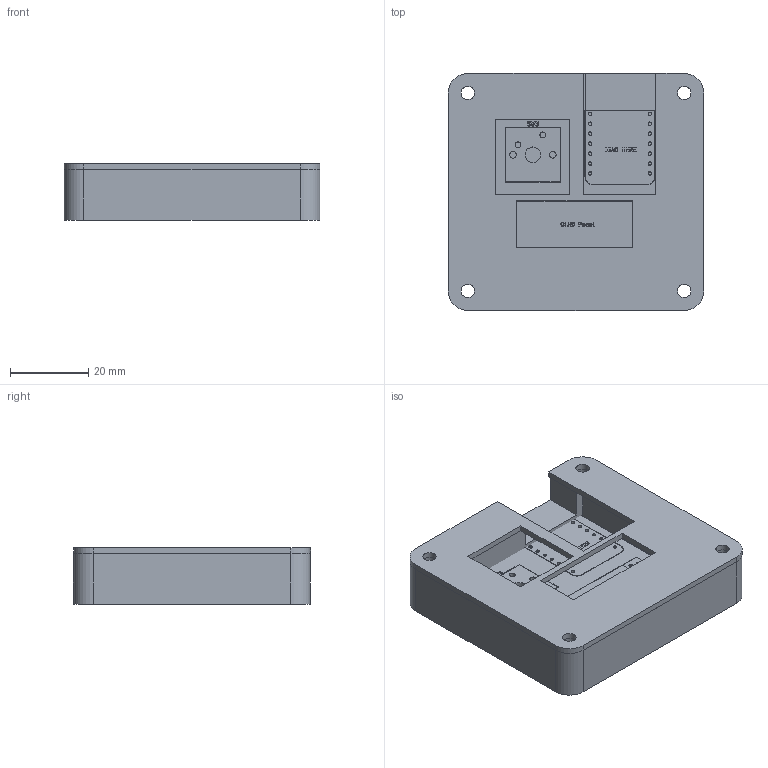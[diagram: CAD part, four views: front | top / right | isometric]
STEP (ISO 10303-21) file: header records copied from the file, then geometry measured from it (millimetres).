
FILE_DESCRIPTION(/* description */ (''),/* implementation_level */ '2;1');
FILE_NAME(/* name */ 'LapisBadge.step',/* time_stamp */ '2025-06-29T09:31:16-04:00',/* author */ (''),/* organization */ (''),/* preprocessor_version */ 'ST-DEVELOPER v20.1',/* originating_system */ 'Autodesk Translation Framework v14.10.0.0',/* authorisation */ '');
FILE_SCHEMA (('AUTOMOTIVE_DESIGN { 1 0 10303 214 3 1 1 }'));
Length unit declared in the file: millimetre
Products named in the file (6): 2025-06-28-20-02-25-678; 2025-06-27-22-43-35-903; 2025-06-27-22-43-35-904; 2025-06-27-22-43-35-905; 2025-06-27-22-43-35-906; 2025-06-29-13-23-39-413
Assembly tree (5 placements, depth 3):
  2025-06-28-20-02-25-678
    2025-06-27-22-43-35-903
      2025-06-27-22-43-35-904
      2025-06-27-22-43-35-905
      2025-06-27-22-43-35-906
    2025-06-29-13-23-39-413
Bounding box: 65.24 x 60.49 x 14.5 mm (x, y, z)
Volume: 36421.9 mm3; surface area: 26778.8 mm2
Topology: 3 solids, 43 shells, 125 faces, 961 edges, 886 vertices
Faces by surface type: plane 82, cylinder 43
Full cylindrical faces by diameter (mm): 0.889 x14, 1 x4, 1.5 x2, 1.7 x2, 3.4 x8, 4 x1, 6 x4
Entity records: 9700 total; most frequent: CARTESIAN_POINT 1983, DIRECTION 1529, ORIENTED_EDGE 1186, EDGE_CURVE 961, VERTEX_POINT 886, LINE 665, VECTOR 665, AXIS2_PLACEMENT_3D 432
